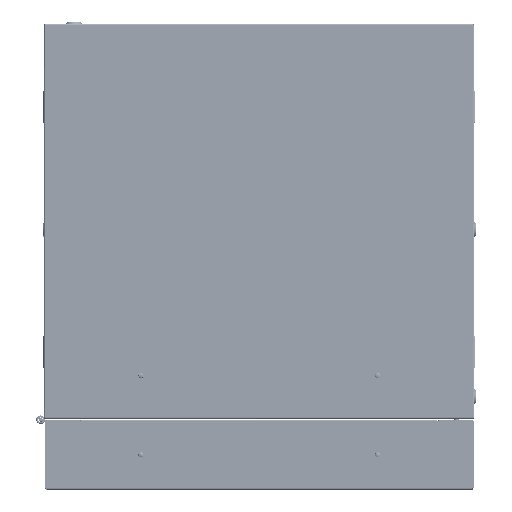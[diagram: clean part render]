
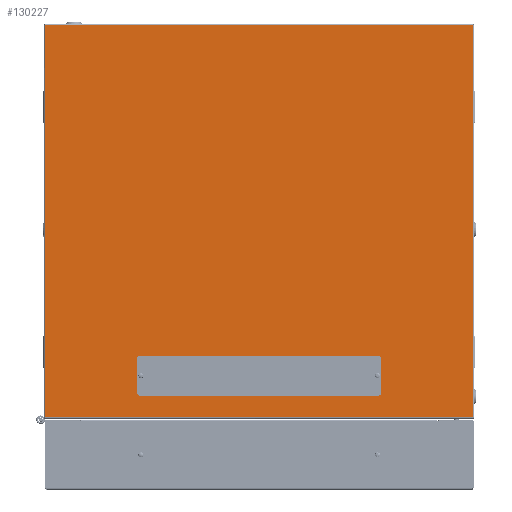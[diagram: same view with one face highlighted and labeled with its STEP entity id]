
A CAD part, front view. The second image highlights one B-rep face of the part: STEP entity #130227.
In plain terms, the highlighted face is planar.
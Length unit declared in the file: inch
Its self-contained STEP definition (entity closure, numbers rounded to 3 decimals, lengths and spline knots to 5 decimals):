
#134 = CARTESIAN_POINT ( 'NONE',  ( 6.49606, 7.28346, 2.3622 ) ) ;
#1750 = CARTESIAN_POINT ( 'NONE',  ( -11.74409, 7.28346, 21.58661 ) ) ;
#2429 = ORIENTED_EDGE ( 'NONE', *, *, #106555, .F. ) ;
#2516 = CARTESIAN_POINT ( 'NONE',  ( 11.74409, 7.28346, 21.58661 ) ) ;
#4563 = AXIS2_PLACEMENT_3D ( 'NONE', #34945, #123441, #36386 ) ;
#6387 = VECTOR ( 'NONE', #137958, 39.37008 ) ;
#6478 = DIRECTION ( 'NONE',  ( 0., 1., 0. ) ) ;
#8795 = DIRECTION ( 'NONE',  ( 1., 0., 0. ) ) ;
#9297 = CARTESIAN_POINT ( 'NONE',  ( -6.10236, 7.28346, 1.25984 ) ) ;
#10474 = AXIS2_PLACEMENT_3D ( 'NONE', #117645, #118329, #8795 ) ;
#13259 = LINE ( 'NONE', #57551, #45900 ) ;
#13305 = CARTESIAN_POINT ( 'NONE',  ( 11.74409, 7.28346, 0.06693 ) ) ;
#13566 = ORIENTED_EDGE ( 'NONE', *, *, #81338, .F. ) ;
#14487 = CARTESIAN_POINT ( 'NONE',  ( -6.10236, 7.28346, 1.25984 ) ) ;
#14808 = LINE ( 'NONE', #37289, #103400 ) ;
#16383 = LINE ( 'NONE', #95434, #58609 ) ;
#18280 = DIRECTION ( 'NONE',  ( -1., 0., 0. ) ) ;
#18442 = CARTESIAN_POINT ( 'NONE',  ( 6.29921, 7.28346, 3.26772 ) ) ;
#19024 = CIRCLE ( 'NONE', #40164, 0.06299 ) ;
#20765 = PLANE ( 'NONE',  #79116 ) ;
#20953 = CARTESIAN_POINT ( 'NONE',  ( 6.43307, 7.28346, 2.3622 ) ) ;
#21156 = AXIS2_PLACEMENT_3D ( 'NONE', #86420, #40046, #18280 ) ;
#21185 = DIRECTION ( 'NONE',  ( 0., 1., 0. ) ) ;
#21839 = CIRCLE ( 'NONE', #77434, 0.19685 ) ;
#22030 = VERTEX_POINT ( 'NONE', #14487 ) ;
#22236 = EDGE_CURVE ( 'NONE', #22030, #78148, #97807, .T. ) ;
#23675 = EDGE_CURVE ( 'NONE', #103235, #49246, #14808, .T. ) ;
#23829 = VERTEX_POINT ( 'NONE', #118465 ) ;
#24980 = LINE ( 'NONE', #88833, #94191 ) ;
#27567 = ORIENTED_EDGE ( 'NONE', *, *, #46016, .F. ) ;
#27957 = CIRCLE ( 'NONE', #116077, 0.06299 ) ;
#28803 = CARTESIAN_POINT ( 'NONE',  ( -6.29921, 7.28346, 1.45669 ) ) ;
#28953 = FACE_OUTER_BOUND ( 'NONE', #119950, .T. ) ;
#29128 = CARTESIAN_POINT ( 'NONE',  ( 6.29921, 7.28346, 1.45669 ) ) ;
#30873 = ORIENTED_EDGE ( 'NONE', *, *, #68287, .F. ) ;
#30994 = EDGE_CURVE ( 'NONE', #108725, #115546, #19024, .T. ) ;
#31403 = CIRCLE ( 'NONE', #10474, 0.06299 ) ;
#32502 = EDGE_CURVE ( 'NONE', #103881, #109323, #16383, .T. ) ;
#33199 = ORIENTED_EDGE ( 'NONE', *, *, #72954, .F. ) ;
#34945 = CARTESIAN_POINT ( 'NONE',  ( 6.10236, 7.28346, 1.45669 ) ) ;
#36386 = DIRECTION ( 'NONE',  ( 1., 0., 0. ) ) ;
#36527 = VERTEX_POINT ( 'NONE', #28803 ) ;
#36949 = ORIENTED_EDGE ( 'NONE', *, *, #32502, .F. ) ;
#37289 = CARTESIAN_POINT ( 'NONE',  ( 11.74409, 7.28346, 0.06693 ) ) ;
#37651 = ORIENTED_EDGE ( 'NONE', *, *, #40129, .T. ) ;
#40046 = DIRECTION ( 'NONE',  ( 0., 1., 0. ) ) ;
#40129 = EDGE_CURVE ( 'NONE', #98651, #54684, #24980, .T. ) ;
#40164 = AXIS2_PLACEMENT_3D ( 'NONE', #134, #21185, #132890 ) ;
#40396 = CARTESIAN_POINT ( 'NONE',  ( -6.10236, 7.28346, 3.46457 ) ) ;
#41316 = VECTOR ( 'NONE', #136878, 39.37008 ) ;
#42704 = CIRCLE ( 'NONE', #102943, 0.19685 ) ;
#42707 = LINE ( 'NONE', #57911, #41316 ) ;
#43264 = CARTESIAN_POINT ( 'NONE',  ( -11.76378, 7.28346, 0. ) ) ;
#45900 = VECTOR ( 'NONE', #143152, 39.37008 ) ;
#46016 = EDGE_CURVE ( 'NONE', #85198, #54684, #21839, .T. ) ;
#46786 = DIRECTION ( 'NONE',  ( -1., 0., 0. ) ) ;
#46933 = EDGE_LOOP ( 'NONE', ( #65150, #30873 ) ) ;
#47988 = CARTESIAN_POINT ( 'NONE',  ( 6.29921, 7.28346, 1.45669 ) ) ;
#48735 = CIRCLE ( 'NONE', #129797, 0.19685 ) ;
#49246 = VERTEX_POINT ( 'NONE', #105304 ) ;
#52194 = VECTOR ( 'NONE', #54308, 39.37008 ) ;
#52599 = EDGE_CURVE ( 'NONE', #85198, #36527, #13259, .T. ) ;
#54308 = DIRECTION ( 'NONE',  ( 1., 0., 0. ) ) ;
#54684 = VERTEX_POINT ( 'NONE', #40396 ) ;
#54975 = CARTESIAN_POINT ( 'NONE',  ( 6.10236, 7.28346, 3.26772 ) ) ;
#57551 = CARTESIAN_POINT ( 'NONE',  ( -6.29921, 7.28346, 3.26772 ) ) ;
#57911 = CARTESIAN_POINT ( 'NONE',  ( -11.74409, 7.28346, 0.06693 ) ) ;
#58434 = ORIENTED_EDGE ( 'NONE', *, *, #52599, .T. ) ;
#58609 = VECTOR ( 'NONE', #82396, 39.37008 ) ;
#59044 = EDGE_CURVE ( 'NONE', #22030, #36527, #48735, .T. ) ;
#64309 = CARTESIAN_POINT ( 'NONE',  ( -6.29921, 7.28346, 3.26772 ) ) ;
#65150 = ORIENTED_EDGE ( 'NONE', *, *, #102670, .F. ) ;
#67589 = ORIENTED_EDGE ( 'NONE', *, *, #141465, .F. ) ;
#67994 = DIRECTION ( 'NONE',  ( -1., 0., 0. ) ) ;
#68287 = EDGE_CURVE ( 'NONE', #23829, #131880, #141595, .T. ) ;
#71624 = CARTESIAN_POINT ( 'NONE',  ( -6.43307, 7.28346, 2.3622 ) ) ;
#72954 = EDGE_CURVE ( 'NONE', #98651, #128798, #42704, .T. ) ;
#73213 = DIRECTION ( 'NONE',  ( 1., 0., 0. ) ) ;
#74602 = DIRECTION ( 'NONE',  ( 0., 1., 0. ) ) ;
#77393 = DIRECTION ( 'NONE',  ( 0., 0., 1. ) ) ;
#77434 = AXIS2_PLACEMENT_3D ( 'NONE', #91014, #80118, #124400 ) ;
#78148 = VERTEX_POINT ( 'NONE', #128452 ) ;
#79116 = AXIS2_PLACEMENT_3D ( 'NONE', #43264, #6478, #73213 ) ;
#79483 = EDGE_CURVE ( 'NONE', #120423, #78148, #140673, .T. ) ;
#80118 = DIRECTION ( 'NONE',  ( 0., 1., 0. ) ) ;
#80808 = LINE ( 'NONE', #2516, #124588 ) ;
#81338 = EDGE_CURVE ( 'NONE', #115546, #108725, #27957, .T. ) ;
#82396 = DIRECTION ( 'NONE',  ( 0., 0., -1. ) ) ;
#85198 = VERTEX_POINT ( 'NONE', #64309 ) ;
#86420 = CARTESIAN_POINT ( 'NONE',  ( -6.49606, 7.28346, 2.3622 ) ) ;
#88833 = CARTESIAN_POINT ( 'NONE',  ( 6.10236, 7.28346, 3.46457 ) ) ;
#89740 = DIRECTION ( 'NONE',  ( 0., 1., 0. ) ) ;
#91014 = CARTESIAN_POINT ( 'NONE',  ( -6.10236, 7.28346, 3.26772 ) ) ;
#91875 = CARTESIAN_POINT ( 'NONE',  ( 6.49606, 7.28346, 2.3622 ) ) ;
#93524 = CARTESIAN_POINT ( 'NONE',  ( -6.10236, 7.28346, 1.45669 ) ) ;
#94191 = VECTOR ( 'NONE', #133087, 39.37008 ) ;
#95434 = CARTESIAN_POINT ( 'NONE',  ( -11.74409, 7.28346, 21.58661 ) ) ;
#97807 = LINE ( 'NONE', #9297, #52194 ) ;
#98651 = VERTEX_POINT ( 'NONE', #123501 ) ;
#98983 = CARTESIAN_POINT ( 'NONE',  ( -11.74409, 7.28346, 0.06693 ) ) ;
#101069 = ORIENTED_EDGE ( 'NONE', *, *, #30994, .F. ) ;
#101535 = ORIENTED_EDGE ( 'NONE', *, *, #79483, .F. ) ;
#102400 = ORIENTED_EDGE ( 'NONE', *, *, #23675, .F. ) ;
#102670 = EDGE_CURVE ( 'NONE', #131880, #23829, #31403, .T. ) ;
#102943 = AXIS2_PLACEMENT_3D ( 'NONE', #54975, #89740, #77393 ) ;
#103235 = VERTEX_POINT ( 'NONE', #13305 ) ;
#103400 = VECTOR ( 'NONE', #123668, 39.37008 ) ;
#103881 = VERTEX_POINT ( 'NONE', #1750 ) ;
#105304 = CARTESIAN_POINT ( 'NONE',  ( 11.74409, 7.28346, 21.58661 ) ) ;
#106551 = DIRECTION ( 'NONE',  ( 0., 0., -1. ) ) ;
#106555 = EDGE_CURVE ( 'NONE', #49246, #103881, #80808, .T. ) ;
#108725 = VERTEX_POINT ( 'NONE', #131073 ) ;
#109323 = VERTEX_POINT ( 'NONE', #98983 ) ;
#113694 = EDGE_LOOP ( 'NONE', ( #101535, #115708, #33199, #37651, #27567, #58434, #129836, #121795 ) ) ;
#115546 = VERTEX_POINT ( 'NONE', #20953 ) ;
#115708 = ORIENTED_EDGE ( 'NONE', *, *, #141067, .T. ) ;
#116077 = AXIS2_PLACEMENT_3D ( 'NONE', #91875, #134034, #67994 ) ;
#117645 = CARTESIAN_POINT ( 'NONE',  ( -6.49606, 7.28346, 2.3622 ) ) ;
#118329 = DIRECTION ( 'NONE',  ( 0., 1., 0. ) ) ;
#118465 = CARTESIAN_POINT ( 'NONE',  ( -6.55906, 7.28346, 2.3622 ) ) ;
#119950 = EDGE_LOOP ( 'NONE', ( #2429, #102400, #67589, #36949 ) ) ;
#120133 = FACE_BOUND ( 'NONE', #113694, .T. ) ;
#120423 = VERTEX_POINT ( 'NONE', #47988 ) ;
#121795 = ORIENTED_EDGE ( 'NONE', *, *, #22236, .T. ) ;
#123441 = DIRECTION ( 'NONE',  ( 0., 1., 0. ) ) ;
#123501 = CARTESIAN_POINT ( 'NONE',  ( 6.10236, 7.28346, 3.46457 ) ) ;
#123668 = DIRECTION ( 'NONE',  ( 0., 0., 1. ) ) ;
#124400 = DIRECTION ( 'NONE',  ( -1., 0., 0. ) ) ;
#124588 = VECTOR ( 'NONE', #46786, 39.37008 ) ;
#127609 = FACE_BOUND ( 'NONE', #46933, .T. ) ;
#128334 = FACE_BOUND ( 'NONE', #143106, .T. ) ;
#128452 = CARTESIAN_POINT ( 'NONE',  ( 6.10236, 7.28346, 1.25984 ) ) ;
#128798 = VERTEX_POINT ( 'NONE', #18442 ) ;
#129229 = LINE ( 'NONE', #29128, #6387 ) ;
#129797 = AXIS2_PLACEMENT_3D ( 'NONE', #93524, #74602, #106551 ) ;
#129836 = ORIENTED_EDGE ( 'NONE', *, *, #59044, .F. ) ;
#130227 = ADVANCED_FACE ( 'NONE', ( #127609, #120133, #128334, #28953 ), #20765, .T. ) ;
#131073 = CARTESIAN_POINT ( 'NONE',  ( 6.55906, 7.28346, 2.3622 ) ) ;
#131880 = VERTEX_POINT ( 'NONE', #71624 ) ;
#132890 = DIRECTION ( 'NONE',  ( 1., 0., 0. ) ) ;
#133087 = DIRECTION ( 'NONE',  ( -1., 0., 0. ) ) ;
#134034 = DIRECTION ( 'NONE',  ( 0., 1., 0. ) ) ;
#136878 = DIRECTION ( 'NONE',  ( 1., 0., 0. ) ) ;
#137958 = DIRECTION ( 'NONE',  ( 0., 0., 1. ) ) ;
#140673 = CIRCLE ( 'NONE', #4563, 0.19685 ) ;
#141067 = EDGE_CURVE ( 'NONE', #120423, #128798, #129229, .T. ) ;
#141465 = EDGE_CURVE ( 'NONE', #109323, #103235, #42707, .T. ) ;
#141595 = CIRCLE ( 'NONE', #21156, 0.06299 ) ;
#143106 = EDGE_LOOP ( 'NONE', ( #101069, #13566 ) ) ;
#143152 = DIRECTION ( 'NONE',  ( 0., 0., -1. ) ) ;
